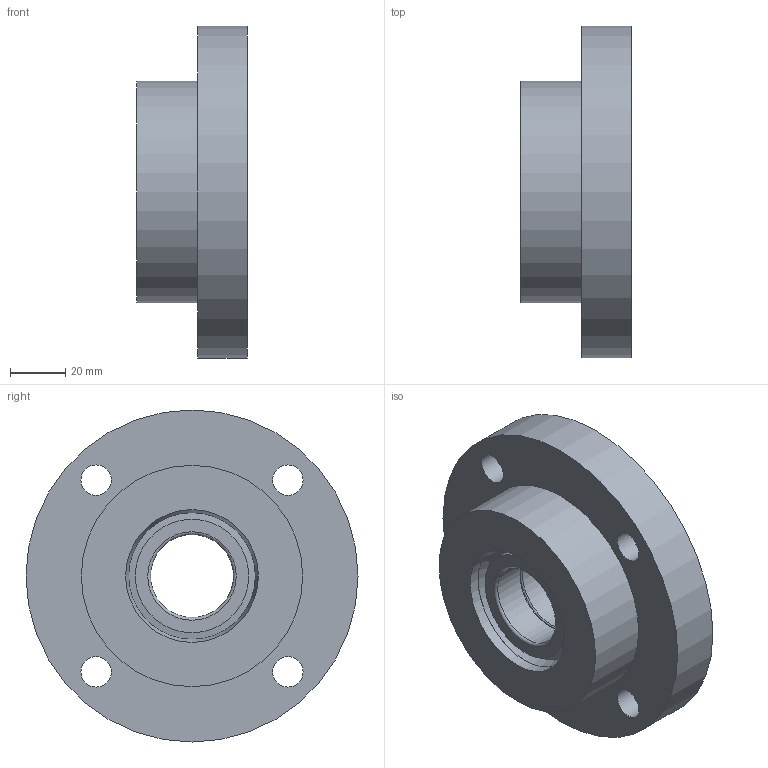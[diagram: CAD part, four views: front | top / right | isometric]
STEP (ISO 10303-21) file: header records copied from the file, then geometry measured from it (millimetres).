
FILE_DESCRIPTION(/* description */ (''),/* implementation_level */ '2;1');
FILE_NAME(/* name */ 'BM-01.step',/* time_stamp */ '2024-05-09T15:49:58+01:00',/* author */ (''),/* organization */ (''),/* preprocessor_version */ 'ST-DEVELOPER v20',/* originating_system */ 'Autodesk Translation Framework v12.20.1.177',/* authorisation */ '');
FILE_SCHEMA (('AUTOMOTIVE_DESIGN { 1 0 10303 214 3 1 1 }'));
Length unit declared in the file: millimetre
Products named in the file (5): BM-01; ABGEB7006-N_h; bearing_7006; ABGEB7006-N_r; BOLT5-12
Assembly tree (8 placements, depth 2):
  BM-01
    ABGEB7006-N_h
    bearing_7006  x2
    ABGEB7006-N_r
    BOLT5-12  x4
Bounding box: 40 x 120 x 120 mm (x, y, z)
Volume: 252477.6 mm3; surface area: 71480.7 mm2
Topology: 8 solids, 8 shells, 173 faces, 351 edges, 215 vertices
Faces by surface type: plane 85, cylinder 45, cone 33, torus 10
Full cylindrical faces by diameter (mm): 4.134 x4, 5 x4, 5.5 x4, 8.5 x4, 9.5 x4, 11 x4, 17.5 x4, 30 x2, 41 x3, 44 x2, 48 x2, 55 x4, 78 x2, 80 x1, 120 x1
Entity records: 2751 total; most frequent: DIRECTION 517, CARTESIAN_POINT 418, ORIENTED_EDGE 376, AXIS2_PLACEMENT_3D 219, EDGE_CURVE 188, EDGE_LOOP 140, VERTEX_POINT 120, CIRCLE 109
